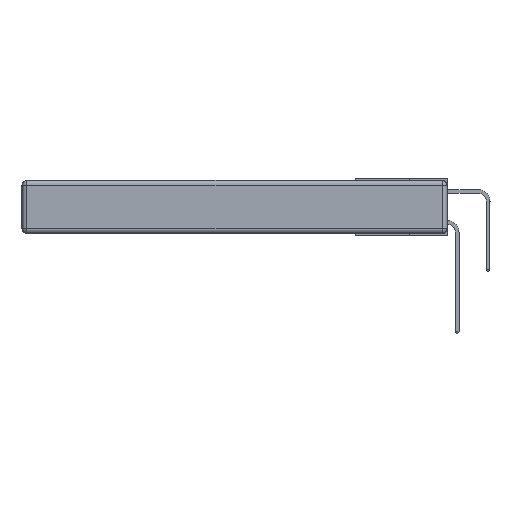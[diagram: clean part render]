
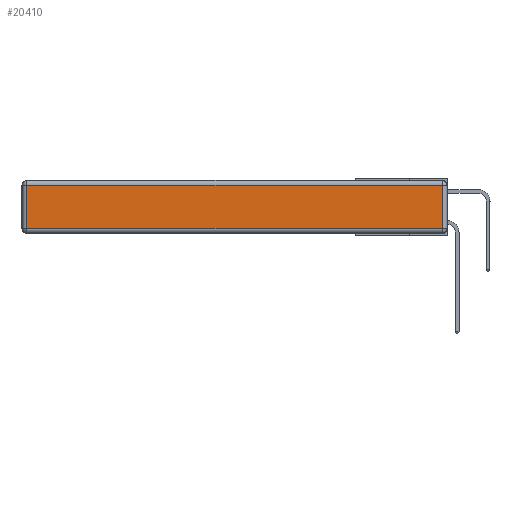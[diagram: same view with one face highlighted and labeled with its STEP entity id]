
A CAD part, left-side view. The second image highlights one B-rep face of the part: STEP entity #20410.
In plain terms, the highlighted planar face has unit normal (-1, 0, 0).
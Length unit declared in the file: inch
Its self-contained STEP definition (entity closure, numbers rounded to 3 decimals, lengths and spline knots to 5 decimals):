
#1111 = CARTESIAN_POINT ( 'NONE',  ( 0., 0.03, -0.313 ) ) ;
#1763 = VECTOR ( 'NONE', #17063, 39.37008 ) ;
#2849 = LINE ( 'NONE', #17785, #3369 ) ;
#3369 = VECTOR ( 'NONE', #4501, 39.37008 ) ;
#3516 = EDGE_CURVE ( 'NONE', #16527, #17930, #5399, .T. ) ;
#3951 = ORIENTED_EDGE ( 'NONE', *, *, #5774, .T. ) ;
#4501 = DIRECTION ( 'NONE',  ( 0., 0., 1. ) ) ;
#5001 = CARTESIAN_POINT ( 'NONE',  ( 0., 2.72, -0.343 ) ) ;
#5399 = LINE ( 'NONE', #5001, #1763 ) ;
#5774 = EDGE_CURVE ( 'NONE', #11829, #16527, #5948, .T. ) ;
#5948 = LINE ( 'NONE', #6633, #18791 ) ;
#6051 = FACE_OUTER_BOUND ( 'NONE', #13603, .T. ) ;
#6633 = CARTESIAN_POINT ( 'NONE',  ( 0., 2.75, -0.03 ) ) ;
#7651 = CARTESIAN_POINT ( 'NONE',  ( 0., 2.72, -0.03 ) ) ;
#9052 = VECTOR ( 'NONE', #13712, 39.37008 ) ;
#9398 = CARTESIAN_POINT ( 'NONE',  ( 0., 0.03, -0.03 ) ) ;
#10317 = DIRECTION ( 'NONE',  ( -1., 0., 0. ) ) ;
#10390 = CARTESIAN_POINT ( 'NONE',  ( 0., 0., -0.343 ) ) ;
#10629 = EDGE_CURVE ( 'NONE', #21185, #11829, #2849, .T. ) ;
#11095 = ORIENTED_EDGE ( 'NONE', *, *, #10629, .T. ) ;
#11409 = CARTESIAN_POINT ( 'NONE',  ( 0., 2.72, -0.313 ) ) ;
#11829 = VERTEX_POINT ( 'NONE', #9398 ) ;
#13603 = EDGE_LOOP ( 'NONE', ( #14919, #11095, #3951, #17797 ) ) ;
#13712 = DIRECTION ( 'NONE',  ( 0., -1., 0. ) ) ;
#14017 = LINE ( 'NONE', #20378, #9052 ) ;
#14919 = ORIENTED_EDGE ( 'NONE', *, *, #17491, .T. ) ;
#15286 = PLANE ( 'NONE',  #21252 ) ;
#16527 = VERTEX_POINT ( 'NONE', #7651 ) ;
#16886 = DIRECTION ( 'NONE',  ( 0., 0., 1. ) ) ;
#17063 = DIRECTION ( 'NONE',  ( 0., 0., -1. ) ) ;
#17491 = EDGE_CURVE ( 'NONE', #17930, #21185, #14017, .T. ) ;
#17785 = CARTESIAN_POINT ( 'NONE',  ( 0., 0.03, -0.343 ) ) ;
#17797 = ORIENTED_EDGE ( 'NONE', *, *, #3516, .T. ) ;
#17930 = VERTEX_POINT ( 'NONE', #11409 ) ;
#18791 = VECTOR ( 'NONE', #21573, 39.37008 ) ;
#20378 = CARTESIAN_POINT ( 'NONE',  ( 0., 0., -0.313 ) ) ;
#20410 = ADVANCED_FACE ( 'NONE', ( #6051 ), #15286, .T. ) ;
#21185 = VERTEX_POINT ( 'NONE', #1111 ) ;
#21252 = AXIS2_PLACEMENT_3D ( 'NONE', #10390, #10317, #16886 ) ;
#21573 = DIRECTION ( 'NONE',  ( 0., 1., 0. ) ) ;
